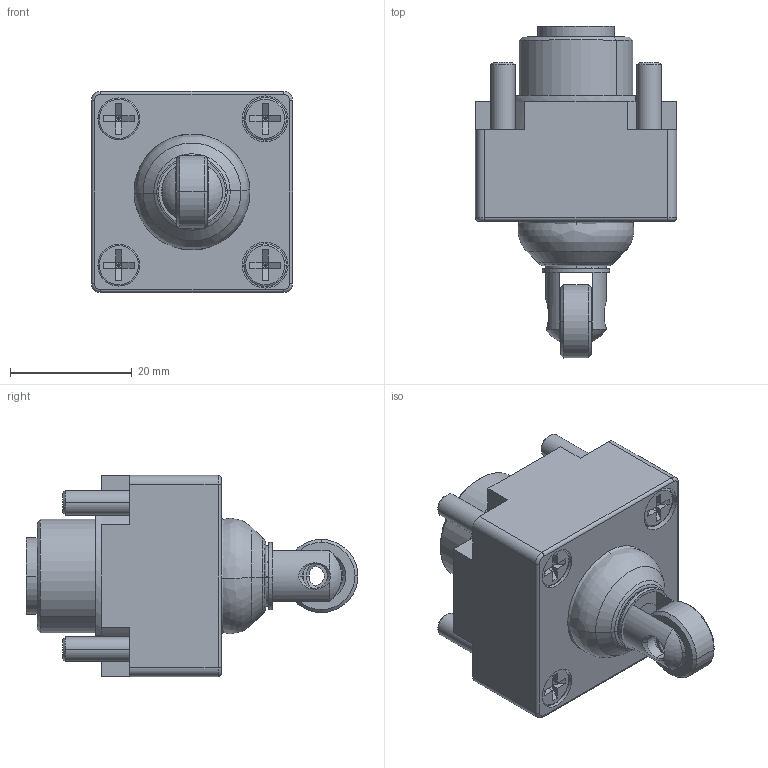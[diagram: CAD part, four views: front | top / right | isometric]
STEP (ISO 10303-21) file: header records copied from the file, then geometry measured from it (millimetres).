
FILE_DESCRIPTION(('STEP AP242'),'1');
FILE_NAME('zcke629.stp','2021-06-02T14:00:22',('TraceParts'),('TraceParts S.A.'),'Spatial InterOp 3D',' ',' ');
FILE_SCHEMA(('AP242_MANAGED_MODEL_BASED_3D_ENGINEERING_MIM_LF {1 0 10303 442 1 1 4}'));
Length unit declared in the file: millimetre
Products named in the file (1): zcke629_1
Bounding box: 33 x 54.45 x 33 mm (x, y, z)
Volume: 23396.3 mm3; surface area: 16625.9 mm2
Topology: 11 solids, 11 shells, 522 faces, 1160 edges, 678 vertices
Faces by surface type: plane 184, cylinder 146, cone 96, torus 74, bspline 12, sphere 10
Entity records: 15182 total; most frequent: CARTESIAN_POINT 3314, DIRECTION 2734, ORIENTED_EDGE 2296, EDGE_CURVE 1148, AXIS2_PLACEMENT_3D 1113, VERTEX_POINT 678, CIRCLE 592, EDGE_LOOP 576
